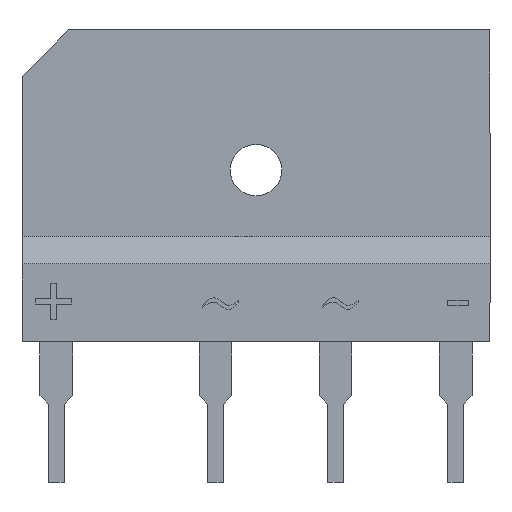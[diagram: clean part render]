
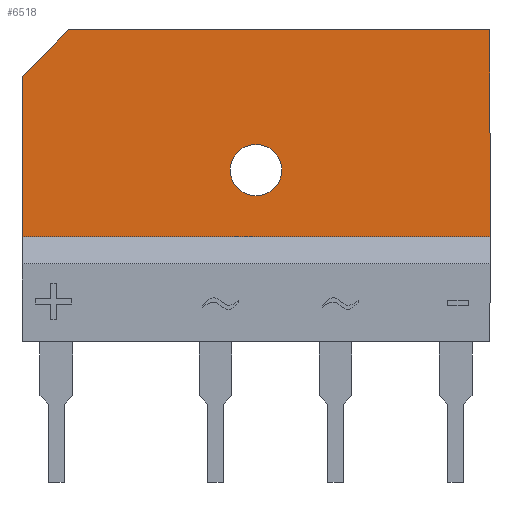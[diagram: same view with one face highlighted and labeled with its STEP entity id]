
A CAD part, front view. The second image highlights one B-rep face of the part: STEP entity #6518.
In plain terms, the highlighted planar face has unit normal (0, -1, 0).
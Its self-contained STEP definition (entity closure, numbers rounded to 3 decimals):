
#143 = FACE_BOUND ( 'NONE', #1526, .T. ) ;
#264 = CARTESIAN_POINT ( 'NONE',  ( 0., -0.7, 9.35 ) ) ;
#957 = CARTESIAN_POINT ( 'NONE',  ( 15., -0.7, 6.732 ) ) ;
#1151 = PLANE ( 'NONE',  #6159 ) ;
#1265 = CIRCLE ( 'NONE', #5246, 1.65 ) ;
#1306 = CARTESIAN_POINT ( 'NONE',  ( 0., -0.7, 12.65 ) ) ;
#1402 = EDGE_CURVE ( 'NONE', #1955, #10903, #8736, .T. ) ;
#1526 = EDGE_LOOP ( 'NONE', ( #9376, #15176 ) ) ;
#1896 = EDGE_CURVE ( 'NONE', #15353, #9072, #8058, .T. ) ;
#1955 = VERTEX_POINT ( 'NONE', #264 ) ;
#2117 = CARTESIAN_POINT ( 'NONE',  ( 15., -0.7, 20. ) ) ;
#2163 = EDGE_CURVE ( 'NONE', #6584, #3507, #7890, .T. ) ;
#2475 = EDGE_LOOP ( 'NONE', ( #12946, #9914, #10474, #4397, #10471 ) ) ;
#2489 = CARTESIAN_POINT ( 'NONE',  ( 15., -0.7, 20. ) ) ;
#2839 = DIRECTION ( 'NONE',  ( 0., 0., -1. ) ) ;
#3210 = CARTESIAN_POINT ( 'NONE',  ( -15., -0.7, 20. ) ) ;
#3507 = VERTEX_POINT ( 'NONE', #9271 ) ;
#3612 = EDGE_CURVE ( 'NONE', #10903, #1955, #1265, .T. ) ;
#4397 = ORIENTED_EDGE ( 'NONE', *, *, #11165, .T. ) ;
#4737 = VECTOR ( 'NONE', #5732, 1000. ) ;
#4745 = DIRECTION ( 'NONE',  ( 0., 0., 1. ) ) ;
#5086 = CARTESIAN_POINT ( 'NONE',  ( 0., -0.7, 11. ) ) ;
#5132 = CARTESIAN_POINT ( 'NONE',  ( -12., -0.7, 20. ) ) ;
#5246 = AXIS2_PLACEMENT_3D ( 'NONE', #7694, #6677, #2839 ) ;
#5732 = DIRECTION ( 'NONE',  ( 1., 0., 0. ) ) ;
#5888 = CARTESIAN_POINT ( 'NONE',  ( -15., -0.7, 6.732 ) ) ;
#5937 = CARTESIAN_POINT ( 'NONE',  ( 0., -0.7, 0. ) ) ;
#6159 = AXIS2_PLACEMENT_3D ( 'NONE', #5937, #15474, #4745 ) ;
#6487 = VECTOR ( 'NONE', #6920, 1000. ) ;
#6518 = ADVANCED_FACE ( 'NONE', ( #143, #9766 ), #1151, .F. ) ;
#6520 = VECTOR ( 'NONE', #13879, 1000. ) ;
#6584 = VERTEX_POINT ( 'NONE', #5132 ) ;
#6677 = DIRECTION ( 'NONE',  ( 0., -1., 0. ) ) ;
#6721 = VECTOR ( 'NONE', #11135, 1000. ) ;
#6920 = DIRECTION ( 'NONE',  ( -1., 0., 0. ) ) ;
#7694 = CARTESIAN_POINT ( 'NONE',  ( 0., -0.7, 11. ) ) ;
#7886 = DIRECTION ( 'NONE',  ( 0., 0., -1. ) ) ;
#7890 = LINE ( 'NONE', #10381, #6520 ) ;
#8058 = LINE ( 'NONE', #957, #4737 ) ;
#8736 = CIRCLE ( 'NONE', #12940, 1.65 ) ;
#9072 = VERTEX_POINT ( 'NONE', #10739 ) ;
#9271 = CARTESIAN_POINT ( 'NONE',  ( -15., -0.7, 17. ) ) ;
#9376 = ORIENTED_EDGE ( 'NONE', *, *, #1402, .F. ) ;
#9656 = CARTESIAN_POINT ( 'NONE',  ( 15., -0.7, 20. ) ) ;
#9766 = FACE_OUTER_BOUND ( 'NONE', #2475, .T. ) ;
#9859 = DIRECTION ( 'NONE',  ( 0., -1., 0. ) ) ;
#9914 = ORIENTED_EDGE ( 'NONE', *, *, #1896, .T. ) ;
#10381 = CARTESIAN_POINT ( 'NONE',  ( -12., -0.7, 20. ) ) ;
#10471 = ORIENTED_EDGE ( 'NONE', *, *, #2163, .T. ) ;
#10474 = ORIENTED_EDGE ( 'NONE', *, *, #14953, .T. ) ;
#10739 = CARTESIAN_POINT ( 'NONE',  ( 15., -0.7, 6.732 ) ) ;
#10903 = VERTEX_POINT ( 'NONE', #1306 ) ;
#11135 = DIRECTION ( 'NONE',  ( 0., 0., 1. ) ) ;
#11165 = EDGE_CURVE ( 'NONE', #14433, #6584, #12797, .T. ) ;
#11575 = EDGE_CURVE ( 'NONE', #3507, #15353, #13875, .T. ) ;
#12302 = LINE ( 'NONE', #2489, #6721 ) ;
#12797 = LINE ( 'NONE', #2117, #6487 ) ;
#12940 = AXIS2_PLACEMENT_3D ( 'NONE', #5086, #9859, #13430 ) ;
#12946 = ORIENTED_EDGE ( 'NONE', *, *, #11575, .T. ) ;
#13430 = DIRECTION ( 'NONE',  ( 0., 0., -1. ) ) ;
#13875 = LINE ( 'NONE', #3210, #14762 ) ;
#13879 = DIRECTION ( 'NONE',  ( -0.707, 0., -0.707 ) ) ;
#14433 = VERTEX_POINT ( 'NONE', #9656 ) ;
#14762 = VECTOR ( 'NONE', #7886, 1000. ) ;
#14953 = EDGE_CURVE ( 'NONE', #9072, #14433, #12302, .T. ) ;
#15176 = ORIENTED_EDGE ( 'NONE', *, *, #3612, .F. ) ;
#15353 = VERTEX_POINT ( 'NONE', #5888 ) ;
#15474 = DIRECTION ( 'NONE',  ( 0., 1., 0. ) ) ;
